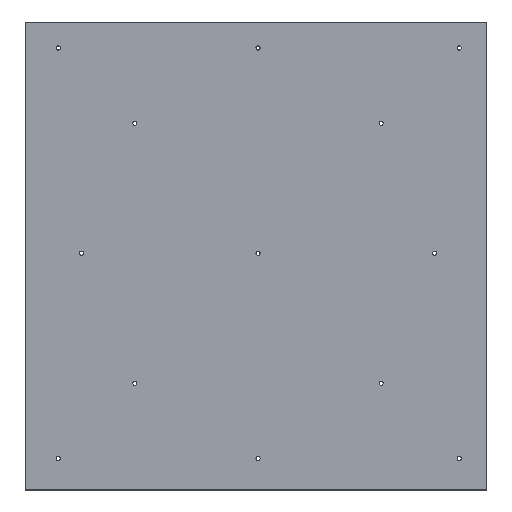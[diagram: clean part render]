
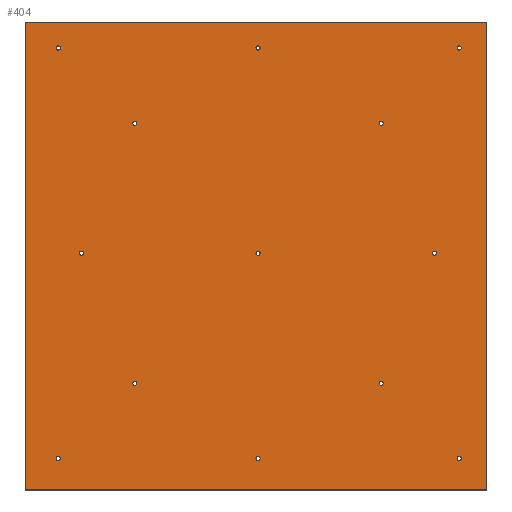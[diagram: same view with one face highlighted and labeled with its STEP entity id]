
A CAD part, top view. The second image highlights one B-rep face of the part: STEP entity #404.
In plain terms, the highlighted planar face has unit normal (0, 0, 1).
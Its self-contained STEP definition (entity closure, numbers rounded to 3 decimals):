
#15=FACE_BOUND('',#84,.T.);
#16=FACE_BOUND('',#85,.T.);
#17=FACE_BOUND('',#86,.T.);
#18=FACE_BOUND('',#87,.T.);
#19=FACE_BOUND('',#88,.T.);
#20=FACE_BOUND('',#89,.T.);
#21=FACE_BOUND('',#90,.T.);
#22=FACE_BOUND('',#91,.T.);
#23=FACE_BOUND('',#92,.T.);
#24=FACE_BOUND('',#93,.T.);
#25=FACE_BOUND('',#94,.T.);
#26=FACE_BOUND('',#95,.T.);
#27=FACE_BOUND('',#96,.T.);
#45=PLANE('',#463);
#64=FACE_OUTER_BOUND('',#83,.T.);
#83=EDGE_LOOP('',(#340,#341,#342,#343));
#84=EDGE_LOOP('',(#344));
#85=EDGE_LOOP('',(#345));
#86=EDGE_LOOP('',(#346));
#87=EDGE_LOOP('',(#347));
#88=EDGE_LOOP('',(#348));
#89=EDGE_LOOP('',(#349));
#90=EDGE_LOOP('',(#350));
#91=EDGE_LOOP('',(#351));
#92=EDGE_LOOP('',(#352));
#93=EDGE_LOOP('',(#353));
#94=EDGE_LOOP('',(#354));
#95=EDGE_LOOP('',(#355));
#96=EDGE_LOOP('',(#356));
#126=LINE('',#668,#151);
#129=LINE('',#674,#154);
#132=LINE('',#680,#157);
#135=LINE('',#684,#160);
#151=VECTOR('',#562,10.);
#154=VECTOR('',#567,10.);
#157=VECTOR('',#572,10.);
#160=VECTOR('',#577,10.);
#161=CIRCLE('',#421,1.5);
#163=CIRCLE('',#424,1.5);
#165=CIRCLE('',#427,1.5);
#167=CIRCLE('',#430,1.5);
#169=CIRCLE('',#433,1.5);
#171=CIRCLE('',#436,1.5);
#173=CIRCLE('',#439,1.5);
#175=CIRCLE('',#442,1.5);
#177=CIRCLE('',#445,1.5);
#179=CIRCLE('',#448,1.5);
#181=CIRCLE('',#451,1.5);
#183=CIRCLE('',#454,1.5);
#185=CIRCLE('',#457,1.5);
#187=VERTEX_POINT('',#584);
#189=VERTEX_POINT('',#590);
#191=VERTEX_POINT('',#596);
#193=VERTEX_POINT('',#602);
#195=VERTEX_POINT('',#608);
#197=VERTEX_POINT('',#614);
#199=VERTEX_POINT('',#620);
#201=VERTEX_POINT('',#626);
#203=VERTEX_POINT('',#632);
#205=VERTEX_POINT('',#638);
#207=VERTEX_POINT('',#644);
#209=VERTEX_POINT('',#650);
#211=VERTEX_POINT('',#656);
#215=VERTEX_POINT('',#665);
#216=VERTEX_POINT('',#667);
#218=VERTEX_POINT('',#673);
#220=VERTEX_POINT('',#679);
#221=EDGE_CURVE('',#187,#187,#161,.T.);
#224=EDGE_CURVE('',#189,#189,#163,.T.);
#227=EDGE_CURVE('',#191,#191,#165,.T.);
#230=EDGE_CURVE('',#193,#193,#167,.T.);
#233=EDGE_CURVE('',#195,#195,#169,.T.);
#236=EDGE_CURVE('',#197,#197,#171,.T.);
#239=EDGE_CURVE('',#199,#199,#173,.T.);
#242=EDGE_CURVE('',#201,#201,#175,.T.);
#245=EDGE_CURVE('',#203,#203,#177,.T.);
#248=EDGE_CURVE('',#205,#205,#179,.T.);
#251=EDGE_CURVE('',#207,#207,#181,.T.);
#254=EDGE_CURVE('',#209,#209,#183,.T.);
#257=EDGE_CURVE('',#211,#211,#185,.T.);
#262=EDGE_CURVE('',#216,#215,#126,.T.);
#265=EDGE_CURVE('',#218,#216,#129,.T.);
#268=EDGE_CURVE('',#220,#218,#132,.T.);
#271=EDGE_CURVE('',#215,#220,#135,.T.);
#340=ORIENTED_EDGE('',*,*,#271,.T.);
#341=ORIENTED_EDGE('',*,*,#268,.T.);
#342=ORIENTED_EDGE('',*,*,#265,.T.);
#343=ORIENTED_EDGE('',*,*,#262,.T.);
#344=ORIENTED_EDGE('',*,*,#257,.T.);
#345=ORIENTED_EDGE('',*,*,#254,.T.);
#346=ORIENTED_EDGE('',*,*,#251,.T.);
#347=ORIENTED_EDGE('',*,*,#248,.T.);
#348=ORIENTED_EDGE('',*,*,#245,.T.);
#349=ORIENTED_EDGE('',*,*,#242,.T.);
#350=ORIENTED_EDGE('',*,*,#239,.T.);
#351=ORIENTED_EDGE('',*,*,#236,.T.);
#352=ORIENTED_EDGE('',*,*,#233,.T.);
#353=ORIENTED_EDGE('',*,*,#230,.T.);
#354=ORIENTED_EDGE('',*,*,#227,.T.);
#355=ORIENTED_EDGE('',*,*,#224,.T.);
#356=ORIENTED_EDGE('',*,*,#221,.T.);
#404=ADVANCED_FACE('',(#64,#15,#16,#17,#18,#19,#20,#21,#22,#23,#24,#25,
#26,#27),#45,.T.);
#421=AXIS2_PLACEMENT_3D('',#585,#469,#470);
#424=AXIS2_PLACEMENT_3D('',#591,#476,#477);
#427=AXIS2_PLACEMENT_3D('',#597,#483,#484);
#430=AXIS2_PLACEMENT_3D('',#603,#490,#491);
#433=AXIS2_PLACEMENT_3D('',#609,#497,#498);
#436=AXIS2_PLACEMENT_3D('',#615,#504,#505);
#439=AXIS2_PLACEMENT_3D('',#621,#511,#512);
#442=AXIS2_PLACEMENT_3D('',#627,#518,#519);
#445=AXIS2_PLACEMENT_3D('',#633,#525,#526);
#448=AXIS2_PLACEMENT_3D('',#639,#532,#533);
#451=AXIS2_PLACEMENT_3D('',#645,#539,#540);
#454=AXIS2_PLACEMENT_3D('',#651,#546,#547);
#457=AXIS2_PLACEMENT_3D('',#657,#553,#554);
#463=AXIS2_PLACEMENT_3D('',#685,#578,#579);
#469=DIRECTION('center_axis',(0.,0.,-1.));
#470=DIRECTION('ref_axis',(1.,0.,0.));
#476=DIRECTION('center_axis',(0.,0.,-1.));
#477=DIRECTION('ref_axis',(1.,0.,0.));
#483=DIRECTION('center_axis',(0.,0.,-1.));
#484=DIRECTION('ref_axis',(1.,0.,0.));
#490=DIRECTION('center_axis',(0.,0.,-1.));
#491=DIRECTION('ref_axis',(1.,0.,0.));
#497=DIRECTION('center_axis',(0.,0.,-1.));
#498=DIRECTION('ref_axis',(1.,0.,0.));
#504=DIRECTION('center_axis',(0.,0.,-1.));
#505=DIRECTION('ref_axis',(1.,0.,0.));
#511=DIRECTION('center_axis',(0.,0.,-1.));
#512=DIRECTION('ref_axis',(1.,0.,0.));
#518=DIRECTION('center_axis',(0.,0.,-1.));
#519=DIRECTION('ref_axis',(1.,0.,0.));
#525=DIRECTION('center_axis',(0.,0.,-1.));
#526=DIRECTION('ref_axis',(1.,0.,0.));
#532=DIRECTION('center_axis',(0.,0.,-1.));
#533=DIRECTION('ref_axis',(1.,0.,0.));
#539=DIRECTION('center_axis',(0.,0.,-1.));
#540=DIRECTION('ref_axis',(1.,0.,0.));
#546=DIRECTION('center_axis',(0.,0.,-1.));
#547=DIRECTION('ref_axis',(1.,0.,0.));
#553=DIRECTION('center_axis',(0.,0.,-1.));
#554=DIRECTION('ref_axis',(1.,0.,0.));
#562=DIRECTION('',(0.,-1.,0.));
#567=DIRECTION('',(-1.,0.,0.));
#572=DIRECTION('',(0.,1.,0.));
#577=DIRECTION('',(1.,0.,0.));
#578=DIRECTION('center_axis',(0.,0.,1.));
#579=DIRECTION('ref_axis',(1.,0.,0.));
#584=CARTESIAN_POINT('',(147.,152.,3.5));
#585=CARTESIAN_POINT('Origin',(148.5,152.,3.5));
#590=CARTESIAN_POINT('',(0.,152.,3.5));
#591=CARTESIAN_POINT('Origin',(1.5,152.,3.5));
#596=CARTESIAN_POINT('',(-146.,152.,3.5));
#597=CARTESIAN_POINT('Origin',(-144.5,152.,3.5));
#602=CARTESIAN_POINT('',(90.,97.,3.5));
#603=CARTESIAN_POINT('Origin',(91.5,97.,3.5));
#608=CARTESIAN_POINT('',(-90.,97.,3.5));
#609=CARTESIAN_POINT('Origin',(-88.5,97.,3.5));
#614=CARTESIAN_POINT('',(129.,2.,3.5));
#615=CARTESIAN_POINT('Origin',(130.5,2.,3.5));
#620=CARTESIAN_POINT('',(0.,2.,3.5));
#621=CARTESIAN_POINT('Origin',(1.5,2.,3.5));
#626=CARTESIAN_POINT('',(-129.,2.,3.5));
#627=CARTESIAN_POINT('Origin',(-127.5,2.,3.5));
#632=CARTESIAN_POINT('',(0.,-148.,3.5));
#633=CARTESIAN_POINT('Origin',(1.5,-148.,3.5));
#638=CARTESIAN_POINT('',(-90.,-93.,3.5));
#639=CARTESIAN_POINT('Origin',(-88.5,-93.,3.5));
#644=CARTESIAN_POINT('',(147.,-148.,3.5));
#645=CARTESIAN_POINT('Origin',(148.5,-148.,3.5));
#650=CARTESIAN_POINT('',(90.,-93.,3.5));
#651=CARTESIAN_POINT('Origin',(91.5,-93.,3.5));
#656=CARTESIAN_POINT('',(-146.,-148.,3.5));
#657=CARTESIAN_POINT('Origin',(-144.5,-148.,3.5));
#665=CARTESIAN_POINT('',(-168.5,-171.,3.5));
#667=CARTESIAN_POINT('',(-168.5,171.,3.5));
#668=CARTESIAN_POINT('',(-168.5,-171.,3.5));
#673=CARTESIAN_POINT('',(168.5,171.,3.5));
#674=CARTESIAN_POINT('',(-168.5,171.,3.5));
#679=CARTESIAN_POINT('',(168.5,-171.,3.5));
#680=CARTESIAN_POINT('',(168.5,171.,3.5));
#684=CARTESIAN_POINT('',(168.5,-171.,3.5));
#685=CARTESIAN_POINT('Origin',(0.,0.,3.5));
